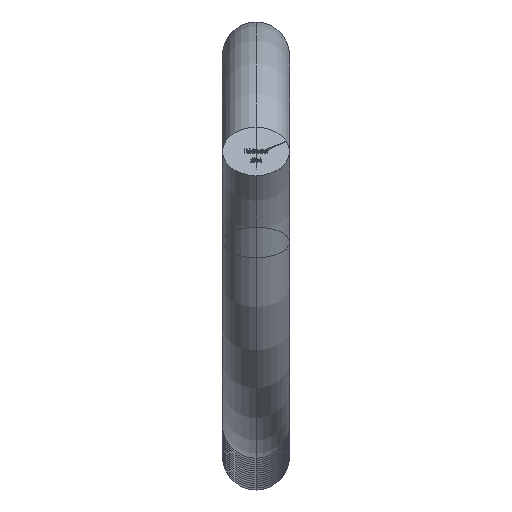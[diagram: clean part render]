
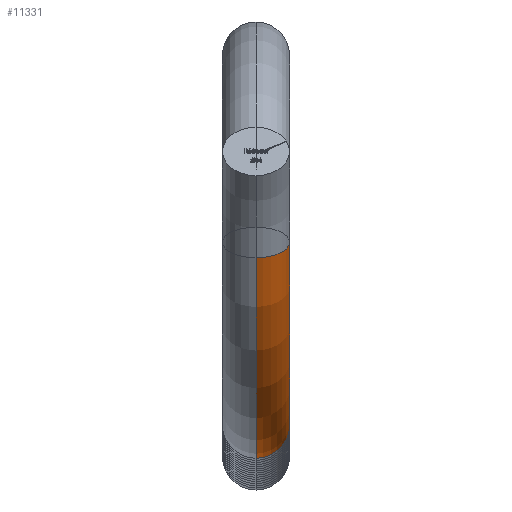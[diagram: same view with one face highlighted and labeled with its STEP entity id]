
A CAD part, top view. The second image highlights one B-rep face of the part: STEP entity #11331.
In plain terms, the highlighted toroidal (fillet/blend) face has major radius 49.654 mm and minor radius 5 mm.
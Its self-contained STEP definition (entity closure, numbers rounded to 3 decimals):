
#75 = DIRECTION ( 'NONE',  ( 1., 0., 0. ) ) ;
#998 = CIRCLE ( 'NONE', #1685, 54.653 ) ;
#1441 = AXIS2_PLACEMENT_3D ( 'NONE', #5647, #12291, #6576 ) ;
#1685 = AXIS2_PLACEMENT_3D ( 'NONE', #1797, #8523, #2769 ) ;
#1797 = CARTESIAN_POINT ( 'NONE',  ( 0., 22.153, 1395.556 ) ) ;
#2632 = AXIS2_PLACEMENT_3D ( 'NONE', #7568, #75, #6759 ) ;
#2769 = DIRECTION ( 'NONE',  ( 0., 0., -1. ) ) ;
#2770 = DIRECTION ( 'NONE',  ( 0., 0., -1. ) ) ;
#2850 = EDGE_CURVE ( 'NONE', #11765, #4481, #3136, .T. ) ;
#3136 = CIRCLE ( 'NONE', #1441, 5. ) ;
#3491 = CARTESIAN_POINT ( 'NONE',  ( 0., 22.153, 1395.556 ) ) ;
#4185 = VERTEX_POINT ( 'NONE', #11409 ) ;
#4442 = DIRECTION ( 'NONE',  ( 0., 0., -1. ) ) ;
#4481 = VERTEX_POINT ( 'NONE', #9982 ) ;
#4895 = ORIENTED_EDGE ( 'NONE', *, *, #5510, .T. ) ;
#5080 = VERTEX_POINT ( 'NONE', #6884 ) ;
#5510 = EDGE_CURVE ( 'NONE', #4481, #4185, #998, .T. ) ;
#5647 = CARTESIAN_POINT ( 'NONE',  ( 0., -0.497, 1439.742 ) ) ;
#5784 = ORIENTED_EDGE ( 'NONE', *, *, #10434, .F. ) ;
#6576 = DIRECTION ( 'NONE',  ( 0., 0.456, -0.89 ) ) ;
#6759 = DIRECTION ( 'NONE',  ( 0., 0., -1. ) ) ;
#6775 = AXIS2_PLACEMENT_3D ( 'NONE', #8524, #2770, #9449 ) ;
#6884 = CARTESIAN_POINT ( 'NONE',  ( 0., -22.5, 1395.556 ) ) ;
#7568 = CARTESIAN_POINT ( 'NONE',  ( 0., 22.153, 1395.556 ) ) ;
#7812 = ORIENTED_EDGE ( 'NONE', *, *, #10043, .F. ) ;
#8030 = ORIENTED_EDGE ( 'NONE', *, *, #2850, .T. ) ;
#8523 = DIRECTION ( 'NONE',  ( 1., 0., 0. ) ) ;
#8524 = CARTESIAN_POINT ( 'NONE',  ( 0., -27.5, 1395.556 ) ) ;
#9449 = DIRECTION ( 'NONE',  ( 0., 1., 0. ) ) ;
#9541 = EDGE_LOOP ( 'NONE', ( #8030, #4895, #7812, #5784 ) ) ;
#9754 = FACE_OUTER_BOUND ( 'NONE', #9541, .T. ) ;
#9909 = CARTESIAN_POINT ( 'NONE',  ( 0., 1.783, 1435.292 ) ) ;
#9982 = CARTESIAN_POINT ( 'NONE',  ( 0., -2.778, 1444.191 ) ) ;
#10043 = EDGE_CURVE ( 'NONE', #5080, #4185, #11386, .T. ) ;
#10165 = DIRECTION ( 'NONE',  ( 1., 0., 0. ) ) ;
#10398 = AXIS2_PLACEMENT_3D ( 'NONE', #3491, #10165, #4442 ) ;
#10434 = EDGE_CURVE ( 'NONE', #11765, #5080, #10668, .T. ) ;
#10668 = CIRCLE ( 'NONE', #10398, 44.653 ) ;
#11331 = ADVANCED_FACE ( 'NONE', ( #9754 ), #12266, .T. ) ;
#11386 = CIRCLE ( 'NONE', #6775, 5. ) ;
#11409 = CARTESIAN_POINT ( 'NONE',  ( 0., -32.5, 1395.556 ) ) ;
#11765 = VERTEX_POINT ( 'NONE', #9909 ) ;
#12266 = TOROIDAL_SURFACE ( 'NONE', #2632, 49.653, 5. ) ;
#12291 = DIRECTION ( 'NONE',  ( 0., -0.89, -0.456 ) ) ;
